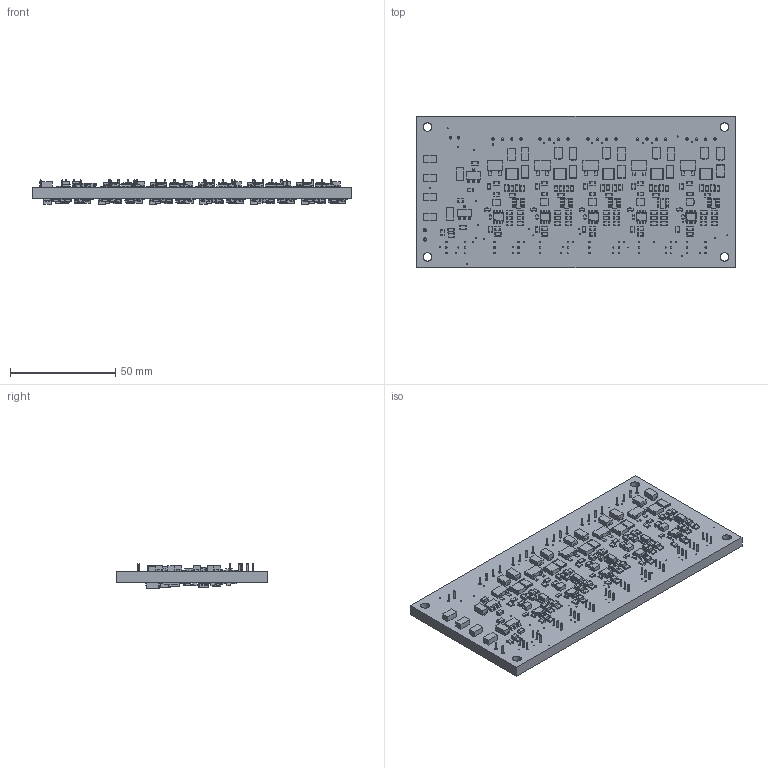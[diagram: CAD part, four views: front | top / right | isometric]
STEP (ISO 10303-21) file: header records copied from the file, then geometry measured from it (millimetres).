
FILE_DESCRIPTION(('PCB Model'),'2;1');
FILE_NAME('PCB1_ValveDriver_v0.STEP', '2021-04-27T14:36:30',('timof'),('Unspecified'), 'Open CASCADE STEP processor 6.8','Proteus','Unknown');
FILE_SCHEMA(('AUTOMOTIVE_DESIGN { 1 0 10303 214 1 1 1 1 }'));
Length unit declared in the file: millimetre
Products named in the file (445): Open CASCADE STEP translator 6.8 1; Layer_1; LV1; Open CASCADE STEP translator 6.8 1.2.1; Body_1; Pin_1; Pin_2; VIN_24V; Open CASCADE STEP translator 6.8 1.3.1; VIN_GND; V1LS; V1HS; IFB1; INH1; PWM1; UA1; Open CASCADE STEP translator 6.8 1.10.1; Pin_3; Pin_4; CA1; Open CASCADE STEP translator 6.8 1.11.1; CA2; DV2; Open CASCADE STEP translator 6.8 1.13.1; CV4; Open CASCADE STEP translator 6.8 1.14.1; CA3; RV5; Open CASCADE STEP translator 6.8 1.16.1; QV1; Open CASCADE STEP translator 6.8 1.17.1; UV1; Open CASCADE STEP translator 6.8 1.18.1; RV3; Open CASCADE STEP translator 6.8 1.19.1; RV2; CV3; CV2; Open CASCADE STEP translator 6.8 1.22.1; DV1 ...
Assembly tree (802 placements, depth 4):
  Open CASCADE STEP translator 6.8 1
    Layer_1
    LV1
      Open CASCADE STEP translator 6.8 1.2.1
        Body_1
        Pin_1
        Pin_2
    VIN_24V
      Open CASCADE STEP translator 6.8 1.3.1
        Pin_1
    VIN_GND
      Open CASCADE STEP translator 6.8 1.3.1
        Pin_1
    V1LS
      Open CASCADE STEP translator 6.8 1.3.1
        Pin_1
    V1HS
      Open CASCADE STEP translator 6.8 1.3.1
        Pin_1
    IFB1
      Open CASCADE STEP translator 6.8 1.3.1
        Pin_1
    INH1
      Open CASCADE STEP translator 6.8 1.3.1
        Pin_1
    PWM1
      Open CASCADE STEP translator 6.8 1.3.1
        Pin_1
    UA1
      Open CASCADE STEP translator 6.8 1.10.1
        Body_1
        Pin_1
        Pin_2
        Pin_3
        Pin_4
    CA1
      Open CASCADE STEP translator 6.8 1.11.1
        Body_1
        Pin_1
        Pin_2
    CA2
      Open CASCADE STEP translator 6.8 1.11.1
        Body_1
        Pin_1
        Pin_2
    DV2
      Open CASCADE STEP translator 6.8 1.13.1
        Body_1
        Pin_1
        Pin_2
    CV4
      Open CASCADE STEP translator 6.8 1.14.1
        Body_1
        Pin_1
        Pin_2
    CA3
      Open CASCADE STEP translator 6.8 1.14.1
        Body_1
        Pin_1
        Pin_2
Bounding box: 151.13 x 71.75 x 11.86 mm (x, y, z)
Volume: 61746.2 mm3; surface area: 42098.7 mm2
Topology: 1056 solids, 1056 shells, 8924 faces, 19995 edges, 12954 vertices
Faces by surface type: plane 7364, cylinder 1320, sphere 240
Entity records: 44818 total; most frequent: DIRECTION 5482, CARTESIAN_POINT 4815, ORIENTED_EDGE 3770, AXIS2_PLACEMENT_3D 2171, EDGE_CURVE 1885, SHAPE_DEFINITION_REPRESENTATION 1247, PRODUCT_DEFINITION_SHAPE 1247, VERTEX_POINT 1240
